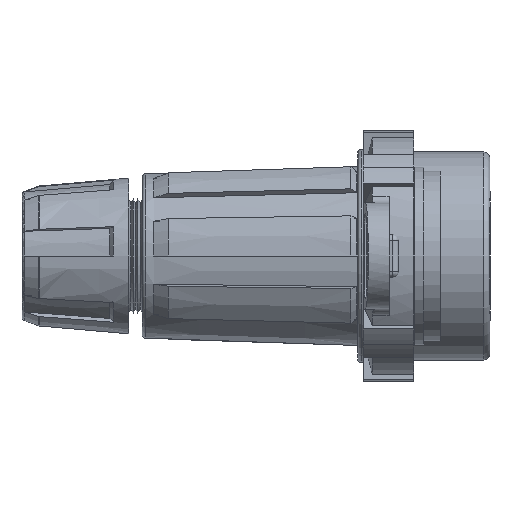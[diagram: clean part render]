
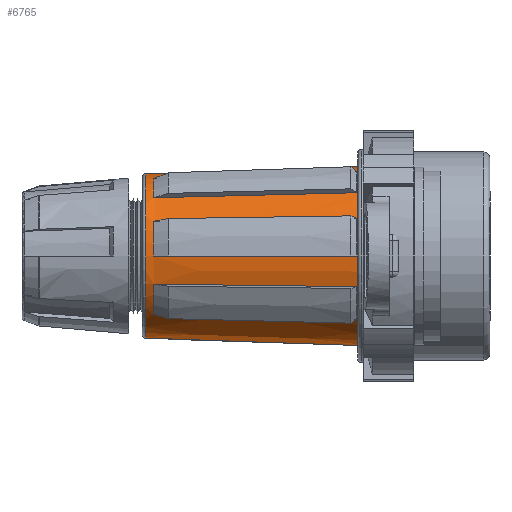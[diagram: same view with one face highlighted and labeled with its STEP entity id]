
A CAD part, left-side view. The second image highlights one B-rep face of the part: STEP entity #6765.
In plain terms, the highlighted conical face has half-angle 2 degrees and reference radius 19.939 mm.
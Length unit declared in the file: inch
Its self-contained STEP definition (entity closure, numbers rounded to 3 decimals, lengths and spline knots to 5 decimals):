
#119 = AXIS2_PLACEMENT_3D ( 'NONE', #6883, #1251, #7793 ) ;
#203 = VERTEX_POINT ( 'NONE', #2372 ) ;
#206 = FACE_BOUND ( 'NONE', #9512, .T. ) ;
#321 = CIRCLE ( 'NONE', #10406, 0.72249 ) ;
#360 = CIRCLE ( 'NONE', #119, 0.72249 ) ;
#609 = ORIENTED_EDGE ( 'NONE', *, *, #2689, .T. ) ;
#656 = ORIENTED_EDGE ( 'NONE', *, *, #2525, .F. ) ;
#829 = CARTESIAN_POINT ( 'NONE',  ( -0.71119, 1.16829, 0.33163 ) ) ;
#870 = CARTESIAN_POINT ( 'NONE',  ( 0., 23.63946, 0. ) ) ;
#887 = CARTESIAN_POINT ( 'NONE',  ( 0., 23.63946, 0. ) ) ;
#935 = AXIS2_PLACEMENT_3D ( 'NONE', #6668, #1033, #7597 ) ;
#1033 = DIRECTION ( 'NONE',  ( 0., 1., 0. ) ) ;
#1061 = CARTESIAN_POINT ( 'NONE',  ( 0., 1.16, -0.785 ) ) ;
#1128 = EDGE_LOOP ( 'NONE', ( #3896, #5202, #10304, #2254 ) ) ;
#1139 = ORIENTED_EDGE ( 'NONE', *, *, #9349, .F. ) ;
#1251 = DIRECTION ( 'NONE',  ( 0., -1., 0. ) ) ;
#1449 = ORIENTED_EDGE ( 'NONE', *, *, #11815, .F. ) ;
#1646 = CARTESIAN_POINT ( 'NONE',  ( 0., 23.63946, 0. ) ) ;
#1657 = VECTOR ( 'NONE', #5374, 39.37008 ) ;
#1705 = EDGE_CURVE ( 'NONE', #203, #10439, #4061, .T. ) ;
#1979 = CARTESIAN_POINT ( 'NONE',  ( 0., 1.16, 0.785 ) ) ;
#2006 = ORIENTED_EDGE ( 'NONE', *, *, #9112, .T. ) ;
#2065 = DIRECTION ( 'NONE',  ( 0., 1., 0. ) ) ;
#2183 = CIRCLE ( 'NONE', #935, 0.78471 ) ;
#2224 = LINE ( 'NONE', #1061, #12221 ) ;
#2249 = VECTOR ( 'NONE', #7449, 39.37008 ) ;
#2254 = ORIENTED_EDGE ( 'NONE', *, *, #6859, .F. ) ;
#2372 = CARTESIAN_POINT ( 'NONE',  ( -0.26839, 1.16829, 0.73739 ) ) ;
#2429 = CARTESIAN_POINT ( 'NONE',  ( 0., 1.16, 0. ) ) ;
#2499 = CARTESIAN_POINT ( 'NONE',  ( 0., 23.63946, 0. ) ) ;
#2508 = CARTESIAN_POINT ( 'NONE',  ( -0.72249, 2.95, 0. ) ) ;
#2525 = EDGE_CURVE ( 'NONE', #3298, #6693, #321, .T. ) ;
#2689 = EDGE_CURVE ( 'NONE', #8338, #8470, #4175, .T. ) ;
#2750 = FACE_BOUND ( 'NONE', #10227, .T. ) ;
#2762 = CARTESIAN_POINT ( 'NONE',  ( 0., 1.16, 0.785 ) ) ;
#2932 = EDGE_CURVE ( 'NONE', #8692, #3298, #6793, .T. ) ;
#3043 = CARTESIAN_POINT ( 'NONE',  ( -0.51088, 2.95, 0.51088 ) ) ;
#3168 = CARTESIAN_POINT ( 'NONE',  ( 0., 1.16, -0.785 ) ) ;
#3184 = VECTOR ( 'NONE', #12123, 39.37008 ) ;
#3258 = VECTOR ( 'NONE', #7254, 39.37008 ) ;
#3298 = VERTEX_POINT ( 'NONE', #7348 ) ;
#3358 = CIRCLE ( 'NONE', #6381, 0.72001 ) ;
#3396 = DIRECTION ( 'NONE',  ( 0., 0., 1. ) ) ;
#3437 = VERTEX_POINT ( 'NONE', #7593 ) ;
#3438 = CARTESIAN_POINT ( 'NONE',  ( 0., 1.16829, 0. ) ) ;
#3595 = LINE ( 'NONE', #3811, #7671 ) ;
#3638 = AXIS2_PLACEMENT_3D ( 'NONE', #7284, #10082, #6358 ) ;
#3726 = VECTOR ( 'NONE', #10361, 39.37008 ) ;
#3811 = CARTESIAN_POINT ( 'NONE',  ( 0., 23.63946, 0. ) ) ;
#3888 = CARTESIAN_POINT ( 'NONE',  ( -0.51088, 2.95, -0.51088 ) ) ;
#3896 = ORIENTED_EDGE ( 'NONE', *, *, #5205, .T. ) ;
#3931 = VERTEX_POINT ( 'NONE', #5188 ) ;
#4018 = ORIENTED_EDGE ( 'NONE', *, *, #11208, .F. ) ;
#4061 = LINE ( 'NONE', #870, #9025 ) ;
#4173 = CARTESIAN_POINT ( 'NONE',  ( -0.78471, 1.16829, 0. ) ) ;
#4175 = LINE ( 'NONE', #2499, #1657 ) ;
#4220 = DIRECTION ( 'NONE',  ( 0., -1., 0. ) ) ;
#4380 = DIRECTION ( 'NONE',  ( -0.707, 0., 0.707 ) ) ;
#4744 = EDGE_CURVE ( 'NONE', #3437, #8470, #360, .T. ) ;
#4755 = DIRECTION ( 'NONE',  ( 0.035, 0.999, 0. ) ) ;
#4766 = CARTESIAN_POINT ( 'NONE',  ( 0., 23.63946, 0. ) ) ;
#4772 = AXIS2_PLACEMENT_3D ( 'NONE', #2429, #8996, #3396 ) ;
#4794 = CARTESIAN_POINT ( 'NONE',  ( -0.73739, 1.16829, -0.26839 ) ) ;
#4875 = EDGE_LOOP ( 'NONE', ( #5769, #4018, #609, #9944 ) ) ;
#4956 = FACE_BOUND ( 'NONE', #4875, .T. ) ;
#5033 = VERTEX_POINT ( 'NONE', #4794 ) ;
#5039 = EDGE_CURVE ( 'NONE', #3931, #203, #2183, .T. ) ;
#5153 = VERTEX_POINT ( 'NONE', #10651 ) ;
#5188 = CARTESIAN_POINT ( 'NONE',  ( -0.55487, 1.16829, 0.55487 ) ) ;
#5202 = ORIENTED_EDGE ( 'NONE', *, *, #8488, .T. ) ;
#5205 = EDGE_CURVE ( 'NONE', #10986, #5153, #3358, .T. ) ;
#5212 = CARTESIAN_POINT ( 'NONE',  ( 0., 2.95, 0. ) ) ;
#5326 = DIRECTION ( 'NONE',  ( 0., -1., 0. ) ) ;
#5374 = DIRECTION ( 'NONE',  ( 0.025, 0.999, 0.025 ) ) ;
#5377 = LINE ( 'NONE', #2762, #3184 ) ;
#5451 = LINE ( 'NONE', #1646, #3258 ) ;
#5713 = AXIS2_PLACEMENT_3D ( 'NONE', #10939, #5326, #11907 ) ;
#5769 = ORIENTED_EDGE ( 'NONE', *, *, #9780, .F. ) ;
#5785 = AXIS2_PLACEMENT_3D ( 'NONE', #7656, #2065, #8608 ) ;
#5808 = VERTEX_POINT ( 'NONE', #4173 ) ;
#5872 = ORIENTED_EDGE ( 'NONE', *, *, #5039, .F. ) ;
#5944 = CARTESIAN_POINT ( 'NONE',  ( -0.24711, 2.95, 0.67892 ) ) ;
#6150 = DIRECTION ( 'NONE',  ( 0., 0., -1. ) ) ;
#6358 = DIRECTION ( 'NONE',  ( 0., 0., 1. ) ) ;
#6381 = AXIS2_PLACEMENT_3D ( 'NONE', #9812, #4220, #10762 ) ;
#6427 = CIRCLE ( 'NONE', #5713, 0.72249 ) ;
#6573 = CARTESIAN_POINT ( 'NONE',  ( -0.55487, 1.16829, -0.55487 ) ) ;
#6607 = CIRCLE ( 'NONE', #5785, 0.78471 ) ;
#6644 = AXIS2_PLACEMENT_3D ( 'NONE', #3438, #9985, #4380 ) ;
#6668 = CARTESIAN_POINT ( 'NONE',  ( 0., 1.16829, 0. ) ) ;
#6693 = VERTEX_POINT ( 'NONE', #2508 ) ;
#6765 = ADVANCED_FACE ( 'NONE', ( #4956, #2750, #206, #7417 ), #11856, .T. ) ;
#6793 = LINE ( 'NONE', #4766, #3726 ) ;
#6859 = EDGE_CURVE ( 'NONE', #10986, #9322, #5377, .T. ) ;
#6883 = CARTESIAN_POINT ( 'NONE',  ( 0., 2.95, 0. ) ) ;
#7254 = DIRECTION ( 'NONE',  ( 0.025, 0.999, -0.025 ) ) ;
#7284 = CARTESIAN_POINT ( 'NONE',  ( 0., 1.16, 0. ) ) ;
#7348 = CARTESIAN_POINT ( 'NONE',  ( -0.6548, 2.95, 0.30534 ) ) ;
#7382 = DIRECTION ( 'NONE',  ( 0.012, 0.999, -0.033 ) ) ;
#7417 = FACE_OUTER_BOUND ( 'NONE', #1128, .T. ) ;
#7449 = DIRECTION ( 'NONE',  ( 0.033, 0.999, 0.012 ) ) ;
#7593 = CARTESIAN_POINT ( 'NONE',  ( -0.67892, 2.95, -0.24711 ) ) ;
#7597 = DIRECTION ( 'NONE',  ( 0.707, 0., 0.707 ) ) ;
#7617 = VERTEX_POINT ( 'NONE', #3168 ) ;
#7656 = CARTESIAN_POINT ( 'NONE',  ( 0., 1.16829, 0. ) ) ;
#7662 = DIRECTION ( 'NONE',  ( 0., -0.999, -0.035 ) ) ;
#7671 = VECTOR ( 'NONE', #4755, 39.37008 ) ;
#7793 = DIRECTION ( 'NONE',  ( 0.707, 0., -0.707 ) ) ;
#8338 = VERTEX_POINT ( 'NONE', #6573 ) ;
#8470 = VERTEX_POINT ( 'NONE', #3888 ) ;
#8488 = EDGE_CURVE ( 'NONE', #5153, #7617, #2224, .T. ) ;
#8608 = DIRECTION ( 'NONE',  ( 0., 0., 1. ) ) ;
#8692 = VERTEX_POINT ( 'NONE', #829 ) ;
#8799 = CIRCLE ( 'NONE', #4772, 0.785 ) ;
#8996 = DIRECTION ( 'NONE',  ( 0., 1., 0. ) ) ;
#9025 = VECTOR ( 'NONE', #7382, 39.37008 ) ;
#9112 = EDGE_CURVE ( 'NONE', #3931, #11615, #5451, .T. ) ;
#9322 = VERTEX_POINT ( 'NONE', #1979 ) ;
#9349 = EDGE_CURVE ( 'NONE', #5808, #8692, #6607, .T. ) ;
#9431 = LINE ( 'NONE', #887, #2249 ) ;
#9512 = EDGE_LOOP ( 'NONE', ( #11636, #1139, #11845, #656 ) ) ;
#9780 = EDGE_CURVE ( 'NONE', #5033, #3437, #9431, .T. ) ;
#9812 = CARTESIAN_POINT ( 'NONE',  ( 0., 3.02105, 0. ) ) ;
#9944 = ORIENTED_EDGE ( 'NONE', *, *, #4744, .F. ) ;
#9985 = DIRECTION ( 'NONE',  ( 0., 1., 0. ) ) ;
#10082 = DIRECTION ( 'NONE',  ( 0., -1., 0. ) ) ;
#10227 = EDGE_LOOP ( 'NONE', ( #10676, #5872, #2006, #1449 ) ) ;
#10304 = ORIENTED_EDGE ( 'NONE', *, *, #11190, .T. ) ;
#10361 = DIRECTION ( 'NONE',  ( 0.032, 0.999, -0.015 ) ) ;
#10406 = AXIS2_PLACEMENT_3D ( 'NONE', #5212, #11797, #6150 ) ;
#10439 = VERTEX_POINT ( 'NONE', #5944 ) ;
#10651 = CARTESIAN_POINT ( 'NONE',  ( 0., 3.02105, -0.72001 ) ) ;
#10676 = ORIENTED_EDGE ( 'NONE', *, *, #1705, .F. ) ;
#10762 = DIRECTION ( 'NONE',  ( 0., 0., -1. ) ) ;
#10939 = CARTESIAN_POINT ( 'NONE',  ( 0., 2.95, 0. ) ) ;
#10986 = VERTEX_POINT ( 'NONE', #11485 ) ;
#11003 = CIRCLE ( 'NONE', #6644, 0.78471 ) ;
#11190 = EDGE_CURVE ( 'NONE', #7617, #9322, #8799, .T. ) ;
#11208 = EDGE_CURVE ( 'NONE', #8338, #5033, #11003, .T. ) ;
#11485 = CARTESIAN_POINT ( 'NONE',  ( 0., 3.02105, 0.72001 ) ) ;
#11615 = VERTEX_POINT ( 'NONE', #3043 ) ;
#11636 = ORIENTED_EDGE ( 'NONE', *, *, #2932, .F. ) ;
#11797 = DIRECTION ( 'NONE',  ( 0., -1., 0. ) ) ;
#11815 = EDGE_CURVE ( 'NONE', #10439, #11615, #6427, .T. ) ;
#11845 = ORIENTED_EDGE ( 'NONE', *, *, #12053, .T. ) ;
#11856 = CONICAL_SURFACE ( 'NONE', #3638, 0.785, 0.035 ) ;
#11907 = DIRECTION ( 'NONE',  ( -0.707, 0., -0.707 ) ) ;
#12053 = EDGE_CURVE ( 'NONE', #5808, #6693, #3595, .T. ) ;
#12123 = DIRECTION ( 'NONE',  ( 0., -0.999, 0.035 ) ) ;
#12221 = VECTOR ( 'NONE', #7662, 39.37008 ) ;
